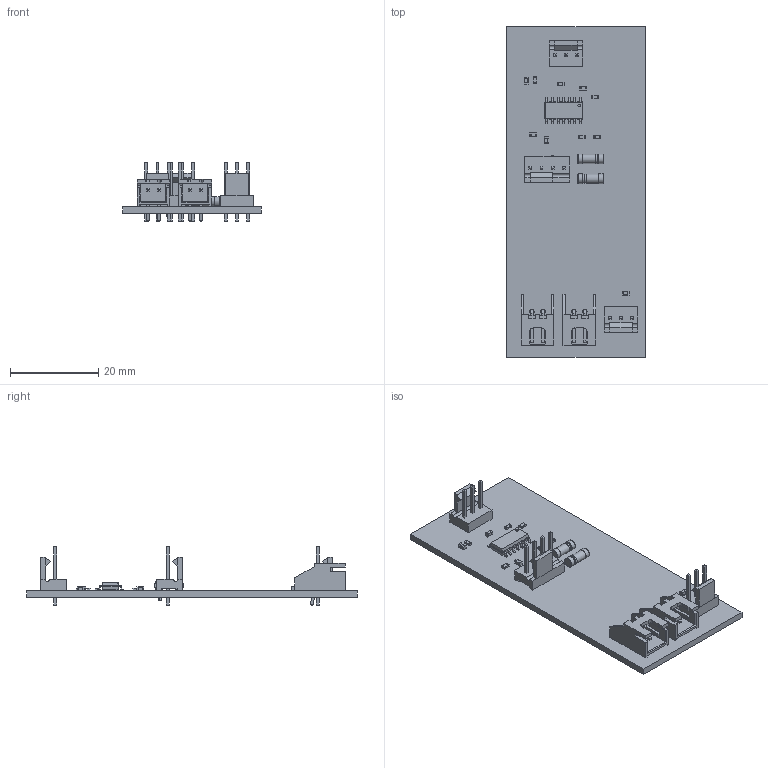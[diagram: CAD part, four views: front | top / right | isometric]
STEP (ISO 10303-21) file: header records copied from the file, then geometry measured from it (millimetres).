
FILE_DESCRIPTION(('KiCad electronic assembly'),'2;1');
FILE_NAME('bite force sens.step','2025-06-03T17:07:14',('Pcbnew'),( 'Kicad'),'Open CASCADE STEP processor 7.8','KiCad to STEP converter' ,'Unknown');
FILE_SCHEMA(('AUTOMOTIVE_DESIGN { 1 0 10303 214 1 1 1 1 }'));
Length unit declared in the file: millimetre
Products named in the file (9): bite force sens 1; D_MELF; C_0603_1608Metric; R_0603_1608Metric; FanPinHeader_1x03_P2.54mm_Vertical; JST_XH_S2B-XH-A-1_1x02_P2.50mm_Horizontal; FanPinHeader_1x04_P2.54mm_Vertical; SOIC-14_3.9x8.7mm_P1.27mm; bite force sens_PCB
Assembly tree (19 placements, depth 2):
  bite force sens 1
    D_MELF  x2
    C_0603_1608Metric  x4
    R_0603_1608Metric  x6
    FanPinHeader_1x03_P2.54mm_Vertical  x2
    JST_XH_S2B-XH-A-1_1x02_P2.50mm_Horizontal  x2
    FanPinHeader_1x04_P2.54mm_Vertical
    SOIC-14_3.9x8.7mm_P1.27mm
    bite force sens_PCB
Bounding box: 31.5 x 75 x 13.5 mm (x, y, z)
Volume: 4496.9 mm3; surface area: 7418.3 mm2
Topology: 19 solids, 19 shells, 1014 faces, 2558 edges, 1628 vertices
Faces by surface type: plane 774, cylinder 198, bspline 38, revolution 4
Full cylindrical faces by diameter (mm): 0.6 x1, 1 x4, 1.02 x10, 1.1 x1, 2.1 x4, 2.12 x2, 2.2 x4
Entity records: 22289 total; most frequent: CARTESIAN_POINT 3282, ORIENTED_EDGE 3072, DIRECTION 2910, EDGE_CURVE 1536, LINE 1284, VECTOR 1284, VERTEX_POINT 968, AXIS2_PLACEMENT_3D 812
